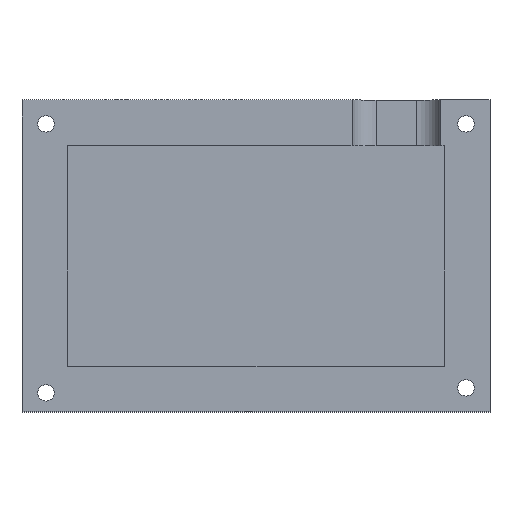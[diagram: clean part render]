
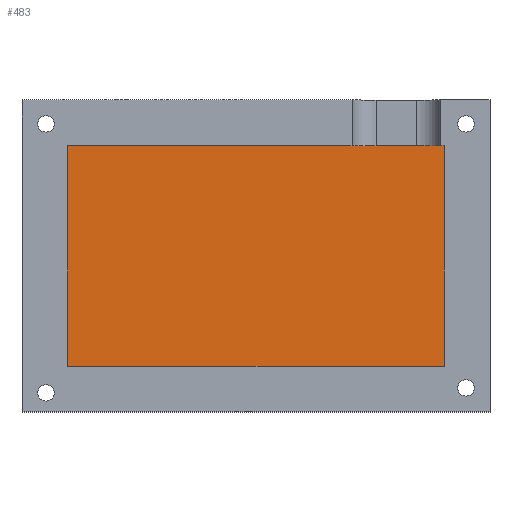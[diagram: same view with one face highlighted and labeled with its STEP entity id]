
A CAD part, top view. The second image highlights one B-rep face of the part: STEP entity #483.
In plain terms, the highlighted planar face has unit normal (0, 0, 1).
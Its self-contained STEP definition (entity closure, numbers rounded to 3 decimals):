
#31=PLANE('',#533);
#51=FACE_OUTER_BOUND('',#83,.T.);
#83=EDGE_LOOP('',(#371,#372,#373,#374));
#135=LINE('',#775,#181);
#136=LINE('',#777,#182);
#137=LINE('',#779,#183);
#138=LINE('',#780,#184);
#181=VECTOR('',#621,10.);
#182=VECTOR('',#622,10.);
#183=VECTOR('',#623,10.);
#184=VECTOR('',#624,10.);
#249=VERTEX_POINT('',#773);
#250=VERTEX_POINT('',#774);
#251=VERTEX_POINT('',#776);
#252=VERTEX_POINT('',#778);
#299=EDGE_CURVE('',#249,#250,#135,.T.);
#300=EDGE_CURVE('',#251,#249,#136,.T.);
#301=EDGE_CURVE('',#252,#251,#137,.T.);
#302=EDGE_CURVE('',#250,#252,#138,.T.);
#371=ORIENTED_EDGE('',*,*,#299,.F.);
#372=ORIENTED_EDGE('',*,*,#300,.F.);
#373=ORIENTED_EDGE('',*,*,#301,.F.);
#374=ORIENTED_EDGE('',*,*,#302,.F.);
#483=ADVANCED_FACE('',(#51),#31,.T.);
#533=AXIS2_PLACEMENT_3D('',#772,#619,#620);
#619=DIRECTION('center_axis',(0.,0.,1.));
#620=DIRECTION('ref_axis',(1.,0.,0.));
#621=DIRECTION('',(-1.,0.,0.));
#622=DIRECTION('',(0.,-1.,0.));
#623=DIRECTION('',(1.,0.,0.));
#624=DIRECTION('',(0.,1.,0.));
#772=CARTESIAN_POINT('Origin',(-21.136,15.562,3.));
#773=CARTESIAN_POINT('',(18.114,-7.438,3.));
#774=CARTESIAN_POINT('',(-60.386,-7.438,3.));
#775=CARTESIAN_POINT('',(-1.511,-7.438,3.));
#776=CARTESIAN_POINT('',(18.114,38.562,3.));
#777=CARTESIAN_POINT('',(18.114,27.062,3.));
#778=CARTESIAN_POINT('',(-60.386,38.562,3.));
#779=CARTESIAN_POINT('',(-40.761,38.562,3.));
#780=CARTESIAN_POINT('',(-60.386,4.062,3.));
